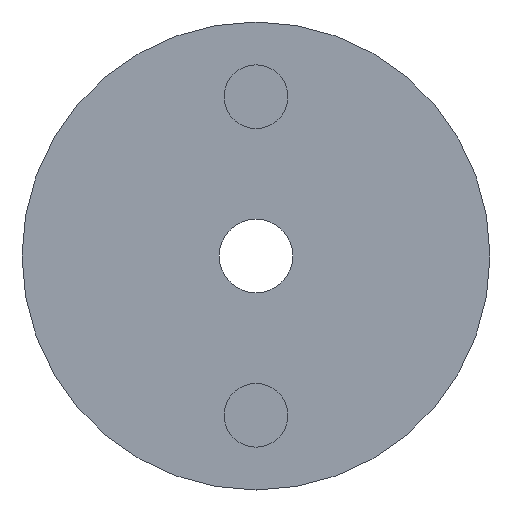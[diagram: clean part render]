
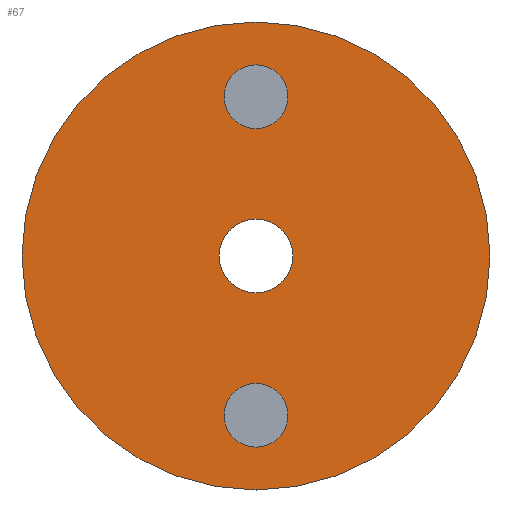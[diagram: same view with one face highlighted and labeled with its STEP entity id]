
A CAD part, front view. The second image highlights one B-rep face of the part: STEP entity #67.
In plain terms, the highlighted planar face has unit normal (0, -1, 0).
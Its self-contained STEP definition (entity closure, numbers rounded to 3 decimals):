
#3 = EDGE_CURVE ( 'NONE', #104, #525, #181, .T. ) ;
#4 = DIRECTION ( 'NONE',  ( 0., 1., 0. ) ) ;
#9 = CARTESIAN_POINT ( 'NONE',  ( 0., 0., 8. ) ) ;
#11 = AXIS2_PLACEMENT_3D ( 'NONE', #167, #483, #215 ) ;
#14 = CIRCLE ( 'NONE', #247, 1.6 ) ;
#17 = CARTESIAN_POINT ( 'NONE',  ( 0., 0., -1.85 ) ) ;
#32 = VERTEX_POINT ( 'NONE', #465 ) ;
#35 = DIRECTION ( 'NONE',  ( 0., 0., 1. ) ) ;
#37 = FACE_BOUND ( 'NONE', #211, .T. ) ;
#55 = DIRECTION ( 'NONE',  ( 0., 0., -1. ) ) ;
#58 = DIRECTION ( 'NONE',  ( 0., -1., 0. ) ) ;
#59 = AXIS2_PLACEMENT_3D ( 'NONE', #271, #4, #322 ) ;
#67 = ADVANCED_FACE ( 'NONE', ( #495, #37, #392, #141 ), #345, .F. ) ;
#87 = AXIS2_PLACEMENT_3D ( 'NONE', #150, #158, #316 ) ;
#95 = AXIS2_PLACEMENT_3D ( 'NONE', #408, #142, #453 ) ;
#104 = VERTEX_POINT ( 'NONE', #121 ) ;
#109 = VERTEX_POINT ( 'NONE', #160 ) ;
#121 = CARTESIAN_POINT ( 'NONE',  ( 0., 0., 1.85 ) ) ;
#131 = DIRECTION ( 'NONE',  ( 0., 1., 0. ) ) ;
#141 = FACE_OUTER_BOUND ( 'NONE', #197, .T. ) ;
#142 = DIRECTION ( 'NONE',  ( 0., -1., 0. ) ) ;
#148 = CIRCLE ( 'NONE', #95, 1.6 ) ;
#150 = CARTESIAN_POINT ( 'NONE',  ( 0., 0., 0. ) ) ;
#155 = EDGE_CURVE ( 'NONE', #240, #265, #443, .T. ) ;
#158 = DIRECTION ( 'NONE',  ( 0., 1., 0. ) ) ;
#160 = CARTESIAN_POINT ( 'NONE',  ( 0., 0., -6.4 ) ) ;
#164 = AXIS2_PLACEMENT_3D ( 'NONE', #566, #308, #35 ) ;
#167 = CARTESIAN_POINT ( 'NONE',  ( 0., 0., 8. ) ) ;
#173 = CARTESIAN_POINT ( 'NONE',  ( 0., 0., -11.75 ) ) ;
#174 = CARTESIAN_POINT ( 'NONE',  ( 0., 0., 6.4 ) ) ;
#177 = EDGE_LOOP ( 'NONE', ( #531, #447 ) ) ;
#181 = CIRCLE ( 'NONE', #87, 1.85 ) ;
#184 = EDGE_CURVE ( 'NONE', #243, #32, #206, .T. ) ;
#193 = ORIENTED_EDGE ( 'NONE', *, *, #353, .T. ) ;
#197 = EDGE_LOOP ( 'NONE', ( #574, #509 ) ) ;
#206 = CIRCLE ( 'NONE', #164, 11.75 ) ;
#211 = EDGE_LOOP ( 'NONE', ( #258, #360 ) ) ;
#215 = DIRECTION ( 'NONE',  ( 0., 0., -1. ) ) ;
#231 = EDGE_CURVE ( 'NONE', #32, #243, #539, .T. ) ;
#239 = CARTESIAN_POINT ( 'NONE',  ( 0., 0., -9.6 ) ) ;
#240 = VERTEX_POINT ( 'NONE', #568 ) ;
#243 = VERTEX_POINT ( 'NONE', #173 ) ;
#247 = AXIS2_PLACEMENT_3D ( 'NONE', #9, #328, #55 ) ;
#258 = ORIENTED_EDGE ( 'NONE', *, *, #426, .F. ) ;
#259 = AXIS2_PLACEMENT_3D ( 'NONE', #394, #131, #441 ) ;
#265 = VERTEX_POINT ( 'NONE', #174 ) ;
#271 = CARTESIAN_POINT ( 'NONE',  ( 0., 0., 0. ) ) ;
#285 = CARTESIAN_POINT ( 'NONE',  ( 0., 0., 0. ) ) ;
#288 = VERTEX_POINT ( 'NONE', #239 ) ;
#308 = DIRECTION ( 'NONE',  ( 0., 1., 0. ) ) ;
#314 = DIRECTION ( 'NONE',  ( 0., 1., 0. ) ) ;
#316 = DIRECTION ( 'NONE',  ( 0., 0., 1. ) ) ;
#318 = CIRCLE ( 'NONE', #556, 1.6 ) ;
#322 = DIRECTION ( 'NONE',  ( 0., 0., 1. ) ) ;
#328 = DIRECTION ( 'NONE',  ( 0., -1., 0. ) ) ;
#332 = CARTESIAN_POINT ( 'NONE',  ( 0., 0., -8. ) ) ;
#345 = PLANE ( 'NONE',  #384 ) ;
#353 = EDGE_CURVE ( 'NONE', #525, #104, #371, .T. ) ;
#360 = ORIENTED_EDGE ( 'NONE', *, *, #155, .F. ) ;
#365 = EDGE_CURVE ( 'NONE', #288, #109, #148, .T. ) ;
#371 = CIRCLE ( 'NONE', #59, 1.85 ) ;
#375 = DIRECTION ( 'NONE',  ( 0., 0., -1. ) ) ;
#384 = AXIS2_PLACEMENT_3D ( 'NONE', #285, #314, #415 ) ;
#392 = FACE_BOUND ( 'NONE', #463, .T. ) ;
#394 = CARTESIAN_POINT ( 'NONE',  ( 0., 0., 0. ) ) ;
#408 = CARTESIAN_POINT ( 'NONE',  ( 0., 0., -8. ) ) ;
#415 = DIRECTION ( 'NONE',  ( 0., 0., 1. ) ) ;
#426 = EDGE_CURVE ( 'NONE', #265, #240, #14, .T. ) ;
#441 = DIRECTION ( 'NONE',  ( 0., 0., 1. ) ) ;
#443 = CIRCLE ( 'NONE', #11, 1.6 ) ;
#447 = ORIENTED_EDGE ( 'NONE', *, *, #493, .F. ) ;
#453 = DIRECTION ( 'NONE',  ( 0., 0., -1. ) ) ;
#463 = EDGE_LOOP ( 'NONE', ( #475, #193 ) ) ;
#465 = CARTESIAN_POINT ( 'NONE',  ( 0., 0., 11.75 ) ) ;
#475 = ORIENTED_EDGE ( 'NONE', *, *, #3, .T. ) ;
#483 = DIRECTION ( 'NONE',  ( 0., -1., 0. ) ) ;
#493 = EDGE_CURVE ( 'NONE', #109, #288, #318, .T. ) ;
#495 = FACE_BOUND ( 'NONE', #177, .T. ) ;
#509 = ORIENTED_EDGE ( 'NONE', *, *, #231, .F. ) ;
#525 = VERTEX_POINT ( 'NONE', #17 ) ;
#531 = ORIENTED_EDGE ( 'NONE', *, *, #365, .F. ) ;
#539 = CIRCLE ( 'NONE', #259, 11.75 ) ;
#556 = AXIS2_PLACEMENT_3D ( 'NONE', #332, #58, #375 ) ;
#566 = CARTESIAN_POINT ( 'NONE',  ( 0., 0., 0. ) ) ;
#568 = CARTESIAN_POINT ( 'NONE',  ( 0., 0., 9.6 ) ) ;
#574 = ORIENTED_EDGE ( 'NONE', *, *, #184, .F. ) ;
